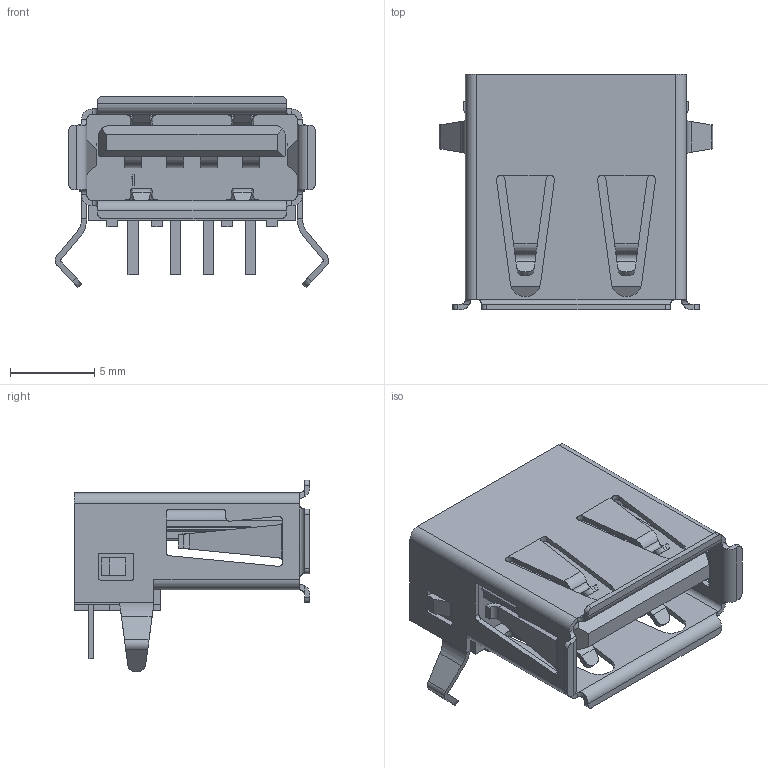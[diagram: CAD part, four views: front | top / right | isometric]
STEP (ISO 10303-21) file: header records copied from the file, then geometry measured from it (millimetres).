
FILE_DESCRIPTION(/* description */ (''),/* implementation_level */ '2;1');
FILE_NAME(/* name */ 'CHASSIS_GND_ipt_c0b04e2a.STEP',/* time_stamp */ '2022-06-02T14:50:18+03:00',/* author */ ('Sulieman DAHER'),/* organization */ (''),/* preprocessor_version */ 'ST-DEVELOPER v16.13',/* originating_system */ 'Autodesk Inventor 2018',/* authorisation */ '');
FILE_SCHEMA (('AUTOMOTIVE_DESIGN { 1 0 10303 214 3 1 1 }'));
Length unit declared in the file: millimetre
Products named in the file (1): CHASSIS_GND
Bounding box: 16.23 x 14 x 11.37 mm (x, y, z)
Volume: 711.3 mm3; surface area: 1297.9 mm2
Topology: 1 solids, 1 shells, 339 faces, 921 edges, 598 vertices
Faces by surface type: plane 215, cylinder 118, bspline 4, cone 2
Entity records: 12369 total; most frequent: CARTESIAN_POINT 3611, ORIENTED_EDGE 1842, DIRECTION 1793, EDGE_CURVE 921, LINE 657, VECTOR 657, VERTEX_POINT 598, AXIS2_PLACEMENT_3D 568
